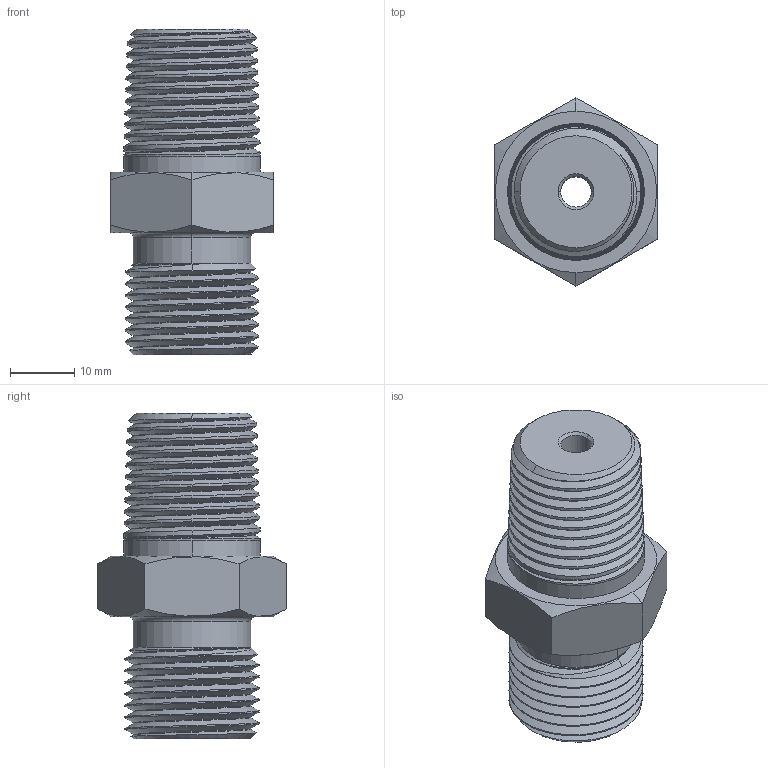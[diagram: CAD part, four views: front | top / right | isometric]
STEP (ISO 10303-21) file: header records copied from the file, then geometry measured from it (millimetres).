
FILE_DESCRIPTION (( 'STEP AP203' ), '1' );
FILE_NAME ('AD-320MBR-8MNPT.STEP', '2025-07-30T15:44:16', ( '' ), ( '' ), 'SwSTEP 2.0', 'SolidWorks 2018', '' );
FILE_SCHEMA (( 'CONFIG_CONTROL_DESIGN' ));
Length unit declared in the file: inch
Products named in the file (1): AD-320MBR-8MNPT
Bounding box: 25.4 x 29.33 x 50.8 mm (x, y, z)
Volume: 16846 mm3; surface area: 6520.6 mm2
Topology: 1 solids, 1 shells, 227 faces, 612 edges, 403 vertices
Faces by surface type: bspline 78, plane 68, cone 42, cylinder 37, torus 2
Entity records: 18446 total; most frequent: CARTESIAN_POINT 13477, ORIENTED_EDGE 1224, DIRECTION 674, EDGE_CURVE 612, VERTEX_POINT 403, LINE 288, VECTOR 288, EDGE_LOOP 245
